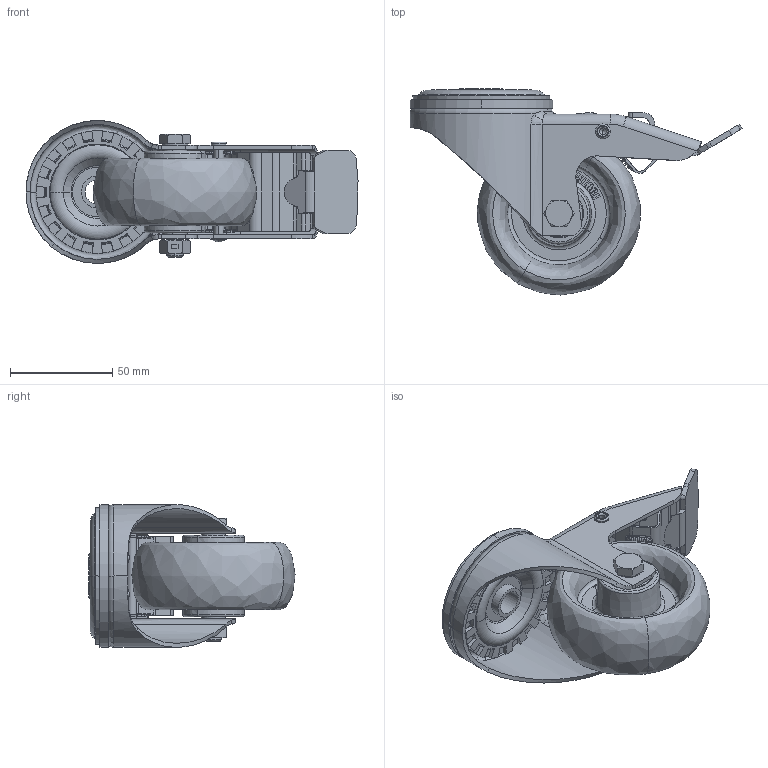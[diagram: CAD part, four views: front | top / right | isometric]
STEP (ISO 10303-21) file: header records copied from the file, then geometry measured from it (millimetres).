
FILE_DESCRIPTION (( 'STEP AP214' ), '1' );
FILE_NAME ('0056053.step', '2023-12-05T08:15:25', ( '' ), ( '' ), 'SwSTEP 2.0', 'SolidWorks 2020', '' );
FILE_SCHEMA (( 'AUTOMOTIVE_DESIGN' ));
Length unit declared in the file: millimetre
Products named in the file (1): 0056053
Bounding box: 162.71 x 100.98 x 70 mm (x, y, z)
Volume: 184473.4 mm3; surface area: 96015.1 mm2
Topology: 9 solids, 11 shells, 1322 faces, 3448 edges, 2152 vertices
Faces by surface type: plane 486, cylinder 340, bspline 257, torus 155, cone 80, sphere 4
Entity records: 68236 total; most frequent: CARTESIAN_POINT 22639, ORIENTED_EDGE 6860, DIRECTION 6038, EDGE_CURVE 3430, AXIS2_PLACEMENT_3D 2250, VERTEX_POINT 2152, LINE 1538, VECTOR 1538
